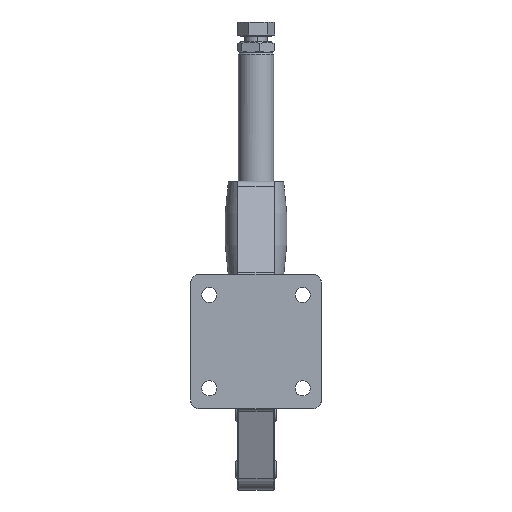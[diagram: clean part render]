
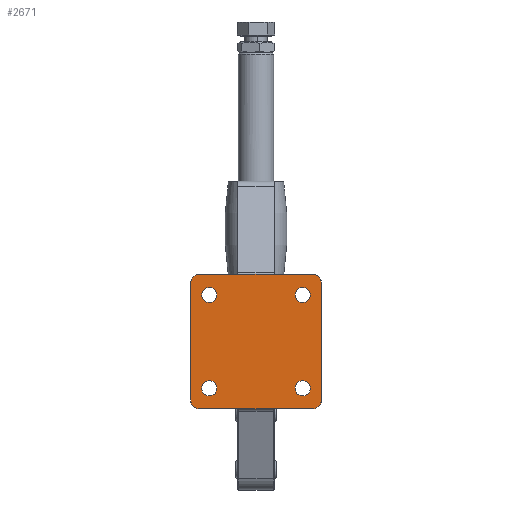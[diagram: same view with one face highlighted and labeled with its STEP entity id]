
A CAD part, front view. The second image highlights one B-rep face of the part: STEP entity #2671.
In plain terms, the highlighted planar face has unit normal (0, -1, 0).
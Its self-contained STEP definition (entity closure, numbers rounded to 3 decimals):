
#857 = CARTESIAN_POINT ( 'NONE',  ( 25.4, -44.4, -66.156 ) ) ;
#869 = CARTESIAN_POINT ( 'NONE',  ( 25.4, -44.4, -57.856 ) ) ;
#874 = CARTESIAN_POINT ( 'NONE',  ( -25.4, -44.4, -57.856 ) ) ;
#1115 = CARTESIAN_POINT ( 'NONE',  ( 30.7, -44.4, -124. ) ) ;
#2671 = ADVANCED_FACE ( 'NONE', ( #23990, #23994, #23991, #23993, #23992 ), #15497, .T. ) ;
#4034 = AXIS2_PLACEMENT_3D ( 'NONE', #6402, #6403, #6404 ) ;
#4035 = AXIS2_PLACEMENT_3D ( 'NONE', #6407, #6408, #6409 ) ;
#4036 = AXIS2_PLACEMENT_3D ( 'NONE', #6412, #6413, #6414 ) ;
#4037 = AXIS2_PLACEMENT_3D ( 'NONE', #6417, #6418, #6419 ) ;
#4038 = AXIS2_PLACEMENT_3D ( 'NONE', #6421, #6422, #6423 ) ;
#4039 = AXIS2_PLACEMENT_3D ( 'NONE', #6424, #6425, #6426 ) ;
#4040 = AXIS2_PLACEMENT_3D ( 'NONE', #6427, #6428, #6429 ) ;
#4041 = AXIS2_PLACEMENT_3D ( 'NONE', #6432, #6433, #6434 ) ;
#4248 = AXIS2_PLACEMENT_3D ( 'NONE', #10078, #10079, #10080 ) ;
#4251 = AXIS2_PLACEMENT_3D ( 'NONE', #10095, #10096, #10097 ) ;
#4254 = AXIS2_PLACEMENT_3D ( 'NONE', #10112, #10113, #10114 ) ;
#4257 = AXIS2_PLACEMENT_3D ( 'NONE', #10130, #10131, #10132 ) ;
#6390 = DIRECTION ( 'NONE',  ( -1., 0., 0. ) ) ;
#6400 = DIRECTION ( 'NONE',  ( 0., 0., 1. ) ) ;
#6401 = CARTESIAN_POINT ( 'NONE',  ( 94.1, -44.4, -50.8 ) ) ;
#6402 = CARTESIAN_POINT ( 'NONE',  ( -25.4, -44.4, -112.806 ) ) ;
#6403 = DIRECTION ( 'NONE',  ( 0., 1., 0. ) ) ;
#6404 = DIRECTION ( 'NONE',  ( 0., 0., 1. ) ) ;
#6405 = CARTESIAN_POINT ( 'NONE',  ( -35.7, -44.4, -168.2 ) ) ;
#6406 = DIRECTION ( 'NONE',  ( -1., 0., 0. ) ) ;
#6407 = CARTESIAN_POINT ( 'NONE',  ( -30.7, -44.4, -55.8 ) ) ;
#6408 = DIRECTION ( 'NONE',  ( 0., -1., 0. ) ) ;
#6409 = DIRECTION ( 'NONE',  ( 0., 0., -1. ) ) ;
#6410 = CARTESIAN_POINT ( 'NONE',  ( 94.1, -44.4, -124. ) ) ;
#6411 = DIRECTION ( 'NONE',  ( 0., 0., 1. ) ) ;
#6412 = CARTESIAN_POINT ( 'NONE',  ( -30.7, -44.4, -119. ) ) ;
#6413 = DIRECTION ( 'NONE',  ( 0., -1., 0. ) ) ;
#6414 = DIRECTION ( 'NONE',  ( 0., 0., -1. ) ) ;
#6415 = CARTESIAN_POINT ( 'NONE',  ( 35.7, -44.4, -168.2 ) ) ;
#6417 = CARTESIAN_POINT ( 'NONE',  ( 30.7, -44.4, -119. ) ) ;
#6418 = DIRECTION ( 'NONE',  ( 0., -1., 0. ) ) ;
#6419 = DIRECTION ( 'NONE',  ( 0., 0., -1. ) ) ;
#6421 = CARTESIAN_POINT ( 'NONE',  ( 30.7, -44.4, -55.8 ) ) ;
#6422 = DIRECTION ( 'NONE',  ( 0., -1., 0. ) ) ;
#6423 = DIRECTION ( 'NONE',  ( 0., 0., -1. ) ) ;
#6424 = CARTESIAN_POINT ( 'NONE',  ( 25.4, -44.4, -62.006 ) ) ;
#6425 = DIRECTION ( 'NONE',  ( 0., 1., 0. ) ) ;
#6426 = DIRECTION ( 'NONE',  ( 0., 0., 1. ) ) ;
#6427 = CARTESIAN_POINT ( 'NONE',  ( -25.4, -44.4, -62.006 ) ) ;
#6428 = DIRECTION ( 'NONE',  ( 0., 1., 0. ) ) ;
#6429 = DIRECTION ( 'NONE',  ( 0., 0., 1. ) ) ;
#6432 = CARTESIAN_POINT ( 'NONE',  ( 25.4, -44.4, -112.806 ) ) ;
#6433 = DIRECTION ( 'NONE',  ( 0., 1., 0. ) ) ;
#6434 = DIRECTION ( 'NONE',  ( 0., 0., 1. ) ) ;
#6589 = LINE ( 'NONE', #6401, #6605 ) ;
#6601 = CIRCLE ( 'NONE', #4035, 5. ) ;
#6603 = CIRCLE ( 'NONE', #4034, 4.15 ) ;
#6604 = CIRCLE ( 'NONE', #4036, 5. ) ;
#6605 = VECTOR ( 'NONE', #6390, 1000. ) ;
#6606 = LINE ( 'NONE', #6405, #6608 ) ;
#6607 = CIRCLE ( 'NONE', #4037, 5. ) ;
#6608 = VECTOR ( 'NONE', #6400, 1000. ) ;
#6609 = LINE ( 'NONE', #6410, #6611 ) ;
#6610 = CIRCLE ( 'NONE', #4040, 4.15 ) ;
#6611 = VECTOR ( 'NONE', #6406, 1000. ) ;
#6612 = LINE ( 'NONE', #6415, #6614 ) ;
#6613 = CIRCLE ( 'NONE', #4038, 5. ) ;
#6614 = VECTOR ( 'NONE', #6411, 1000. ) ;
#6615 = CIRCLE ( 'NONE', #4039, 4.15 ) ;
#6616 = CIRCLE ( 'NONE', #4041, 4.15 ) ;
#8810 = CIRCLE ( 'NONE', #4248, 4.15 ) ;
#8821 = CIRCLE ( 'NONE', #4251, 4.15 ) ;
#8832 = CIRCLE ( 'NONE', #4254, 4.15 ) ;
#8843 = CIRCLE ( 'NONE', #4257, 4.15 ) ;
#9745 = CARTESIAN_POINT ( 'NONE',  ( 25.4, -44.4, -116.956 ) ) ;
#9746 = CARTESIAN_POINT ( 'NONE',  ( -25.4, -44.4, -108.656 ) ) ;
#9748 = CARTESIAN_POINT ( 'NONE',  ( -25.4, -44.4, -116.956 ) ) ;
#9759 = CARTESIAN_POINT ( 'NONE',  ( -25.4, -44.4, -66.156 ) ) ;
#9761 = CARTESIAN_POINT ( 'NONE',  ( 25.4, -44.4, -108.656 ) ) ;
#10078 = CARTESIAN_POINT ( 'NONE',  ( -25.4, -44.4, -112.806 ) ) ;
#10079 = DIRECTION ( 'NONE',  ( 0., 1., 0. ) ) ;
#10080 = DIRECTION ( 'NONE',  ( 0., 0., 1. ) ) ;
#10095 = CARTESIAN_POINT ( 'NONE',  ( 25.4, -44.4, -112.806 ) ) ;
#10096 = DIRECTION ( 'NONE',  ( 0., 1., 0. ) ) ;
#10097 = DIRECTION ( 'NONE',  ( 0., 0., 1. ) ) ;
#10112 = CARTESIAN_POINT ( 'NONE',  ( -25.4, -44.4, -62.006 ) ) ;
#10113 = DIRECTION ( 'NONE',  ( 0., 1., 0. ) ) ;
#10114 = DIRECTION ( 'NONE',  ( 0., 0., 1. ) ) ;
#10130 = CARTESIAN_POINT ( 'NONE',  ( 25.4, -44.4, -62.006 ) ) ;
#10131 = DIRECTION ( 'NONE',  ( 0., 1., 0. ) ) ;
#10132 = DIRECTION ( 'NONE',  ( 0., 0., 1. ) ) ;
#13740 = VERTEX_POINT ( 'NONE', #17420 ) ;
#13753 = VERTEX_POINT ( 'NONE', #17433 ) ;
#13754 = VERTEX_POINT ( 'NONE', #17434 ) ;
#13755 = VERTEX_POINT ( 'NONE', #17435 ) ;
#13757 = VERTEX_POINT ( 'NONE', #17437 ) ;
#13759 = VERTEX_POINT ( 'NONE', #17439 ) ;
#13760 = VERTEX_POINT ( 'NONE', #17440 ) ;
#15248 = EDGE_LOOP ( 'NONE', ( #20960, #20961, #20962, #20963, #20964, #20965, #20966, #20967 ) ) ;
#15253 = EDGE_LOOP ( 'NONE', ( #20958, #20959 ) ) ;
#15254 = EDGE_LOOP ( 'NONE', ( #20970, #20971 ) ) ;
#15255 = EDGE_LOOP ( 'NONE', ( #20972, #20973 ) ) ;
#15256 = EDGE_LOOP ( 'NONE', ( #20968, #20969 ) ) ;
#15492 = DIRECTION ( 'NONE',  ( 0., -1., 0. ) ) ;
#15494 = CARTESIAN_POINT ( 'NONE',  ( 0., -44.4, -168.2 ) ) ;
#15497 = PLANE ( 'NONE',  #20354 ) ;
#15500 = DIRECTION ( 'NONE',  ( 0., 0., -1. ) ) ;
#17420 = CARTESIAN_POINT ( 'NONE',  ( 30.7, -44.4, -50.8 ) ) ;
#17433 = CARTESIAN_POINT ( 'NONE',  ( -30.7, -44.4, -50.8 ) ) ;
#17434 = CARTESIAN_POINT ( 'NONE',  ( -35.7, -44.4, -119. ) ) ;
#17435 = CARTESIAN_POINT ( 'NONE',  ( -35.7, -44.4, -55.8 ) ) ;
#17437 = CARTESIAN_POINT ( 'NONE',  ( -30.7, -44.4, -124. ) ) ;
#17439 = CARTESIAN_POINT ( 'NONE',  ( 35.7, -44.4, -119. ) ) ;
#17440 = CARTESIAN_POINT ( 'NONE',  ( 35.7, -44.4, -55.8 ) ) ;
#18142 = EDGE_CURVE ( 'NONE', #22204, #22206, #6603, .T. ) ;
#18143 = EDGE_CURVE ( 'NONE', #13740, #13753, #6589, .T. ) ;
#18144 = EDGE_CURVE ( 'NONE', #13753, #13755, #6601, .T. ) ;
#18145 = EDGE_CURVE ( 'NONE', #13754, #13755, #6606, .T. ) ;
#18146 = EDGE_CURVE ( 'NONE', #13754, #13757, #6604, .T. ) ;
#18147 = EDGE_CURVE ( 'NONE', #21674, #13757, #6609, .T. ) ;
#18148 = EDGE_CURVE ( 'NONE', #21674, #13759, #6607, .T. ) ;
#18149 = EDGE_CURVE ( 'NONE', #13759, #13760, #6612, .T. ) ;
#18150 = EDGE_CURVE ( 'NONE', #13760, #13740, #6613, .T. ) ;
#18151 = EDGE_CURVE ( 'NONE', #19302, #19307, #6615, .T. ) ;
#18152 = EDGE_CURVE ( 'NONE', #19319, #22217, #6610, .T. ) ;
#18153 = EDGE_CURVE ( 'NONE', #22219, #22203, #6616, .T. ) ;
#19302 = VERTEX_POINT ( 'NONE', #869 ) ;
#19307 = VERTEX_POINT ( 'NONE', #857 ) ;
#19319 = VERTEX_POINT ( 'NONE', #874 ) ;
#20354 = AXIS2_PLACEMENT_3D ( 'NONE', #15494, #15492, #15500 ) ;
#20958 = ORIENTED_EDGE ( 'NONE', *, *, #18142, .T. ) ;
#20959 = ORIENTED_EDGE ( 'NONE', *, *, #22376, .T. ) ;
#20960 = ORIENTED_EDGE ( 'NONE', *, *, #18143, .T. ) ;
#20961 = ORIENTED_EDGE ( 'NONE', *, *, #18144, .T. ) ;
#20962 = ORIENTED_EDGE ( 'NONE', *, *, #18145, .F. ) ;
#20963 = ORIENTED_EDGE ( 'NONE', *, *, #18146, .T. ) ;
#20964 = ORIENTED_EDGE ( 'NONE', *, *, #18147, .F. ) ;
#20965 = ORIENTED_EDGE ( 'NONE', *, *, #18148, .T. ) ;
#20966 = ORIENTED_EDGE ( 'NONE', *, *, #18149, .T. ) ;
#20967 = ORIENTED_EDGE ( 'NONE', *, *, #18150, .T. ) ;
#20968 = ORIENTED_EDGE ( 'NONE', *, *, #18151, .T. ) ;
#20969 = ORIENTED_EDGE ( 'NONE', *, *, #22397, .T. ) ;
#20970 = ORIENTED_EDGE ( 'NONE', *, *, #18152, .T. ) ;
#20971 = ORIENTED_EDGE ( 'NONE', *, *, #22390, .T. ) ;
#20972 = ORIENTED_EDGE ( 'NONE', *, *, #18153, .T. ) ;
#20973 = ORIENTED_EDGE ( 'NONE', *, *, #22383, .T. ) ;
#21674 = VERTEX_POINT ( 'NONE', #1115 ) ;
#22203 = VERTEX_POINT ( 'NONE', #9745 ) ;
#22204 = VERTEX_POINT ( 'NONE', #9746 ) ;
#22206 = VERTEX_POINT ( 'NONE', #9748 ) ;
#22217 = VERTEX_POINT ( 'NONE', #9759 ) ;
#22219 = VERTEX_POINT ( 'NONE', #9761 ) ;
#22376 = EDGE_CURVE ( 'NONE', #22206, #22204, #8810, .T. ) ;
#22383 = EDGE_CURVE ( 'NONE', #22203, #22219, #8821, .T. ) ;
#22390 = EDGE_CURVE ( 'NONE', #22217, #19319, #8832, .T. ) ;
#22397 = EDGE_CURVE ( 'NONE', #19307, #19302, #8843, .T. ) ;
#23990 = FACE_BOUND ( 'NONE', #15253, .T. ) ;
#23991 = FACE_BOUND ( 'NONE', #15256, .T. ) ;
#23992 = FACE_BOUND ( 'NONE', #15255, .T. ) ;
#23993 = FACE_BOUND ( 'NONE', #15254, .T. ) ;
#23994 = FACE_OUTER_BOUND ( 'NONE', #15248, .T. ) ;
